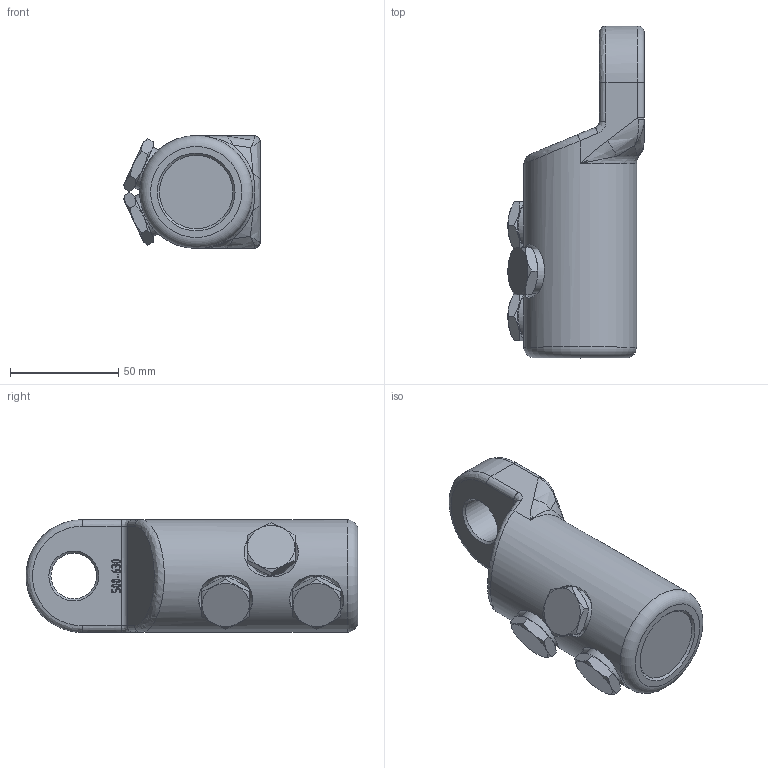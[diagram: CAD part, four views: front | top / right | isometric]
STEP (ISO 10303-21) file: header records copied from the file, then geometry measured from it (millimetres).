
FILE_DESCRIPTION(/* description */ (''),/* implementation_level */ '2;1');
FILE_NAME(/* name */ '',/* time_stamp */ '2024-01-10T10:38:58+07:00',/* author */ ('zeta-86'),/* organization */ (''),/* preprocessor_version */ 'ST-DEVELOPER v19.2',/* originating_system */ 'Autodesk Inventor 2024',/* authorisation */ '');
FILE_SCHEMA (('AUTOMOTIVE_DESIGN { 1 0 10303 214 3 1 1 }'));
Length unit declared in the file: millimetre
Products named in the file (1): 3НБВ-5-005 (500-630)
Bounding box: 62.83 x 153 x 52 mm (x, y, z)
Volume: 263097.3 mm3; surface area: 30000.7 mm2
Topology: 1 solids, 1 shells, 218 faces, 571 edges, 368 vertices
Faces by surface type: bspline 114, plane 71, cylinder 15, cone 15, torus 3
Full cylindrical faces by diameter (mm): 20.376 x2, 20.432 x1, 21 x1, 52 x1
Entity records: 8290 total; most frequent: CARTESIAN_POINT 3618, ORIENTED_EDGE 1134, EDGE_CURVE 567, DIRECTION 529, VERTEX_POINT 368, B_SPLINE_CURVE_WITH_KNOTS 260, EDGE_LOOP 238, FACE_OUTER_BOUND 218
